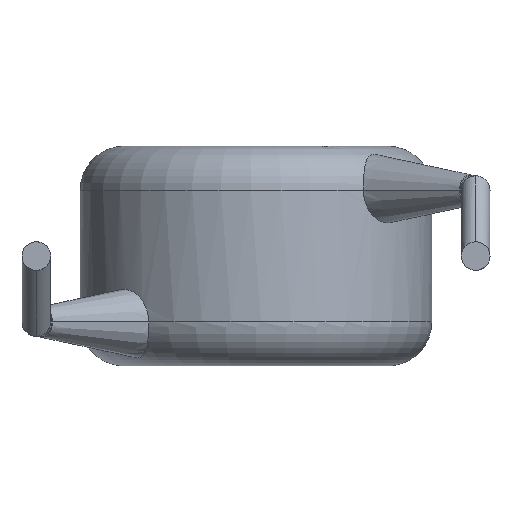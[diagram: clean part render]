
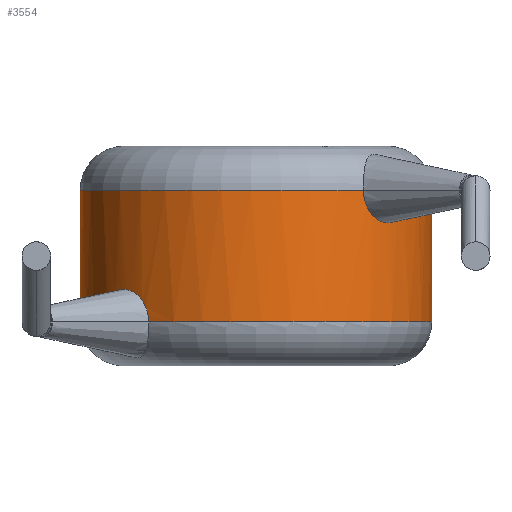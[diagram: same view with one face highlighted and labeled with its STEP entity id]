
A CAD part, front view. The second image highlights one B-rep face of the part: STEP entity #3554.
In plain terms, the highlighted cylindrical face has radius 4 mm (diameter 8 mm), a partial arc.
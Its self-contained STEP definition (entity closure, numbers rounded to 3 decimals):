
#2 = ORIENTED_EDGE ( 'NONE', *, *, #3148, .F. ) ;
#13 = VECTOR ( 'NONE', #243, 1000. ) ;
#15 = CARTESIAN_POINT ( 'NONE',  ( 2.564, -3.071, 3.54 ) ) ;
#55 = CARTESIAN_POINT ( 'NONE',  ( 3.402, -2.108, 3.609 ) ) ;
#69 = ORIENTED_EDGE ( 'NONE', *, *, #2019, .T. ) ;
#93 = VERTEX_POINT ( 'NONE', #3263 ) ;
#110 = CARTESIAN_POINT ( 'NONE',  ( 4., 0., 1. ) ) ;
#215 = VERTEX_POINT ( 'NONE', #3683 ) ;
#241 = CIRCLE ( 'NONE', #1125, 4. ) ;
#243 = DIRECTION ( 'NONE',  ( 0., 0., -1. ) ) ;
#255 = CARTESIAN_POINT ( 'NONE',  ( -4., 0., 1. ) ) ;
#356 = VERTEX_POINT ( 'NONE', #4182 ) ;
#357 = DIRECTION ( 'NONE',  ( 1., 0., 0. ) ) ;
#416 = CARTESIAN_POINT ( 'NONE',  ( -3.235, -2.354, 1.652 ) ) ;
#466 = VECTOR ( 'NONE', #3734, 1000. ) ;
#470 = EDGE_LOOP ( 'NONE', ( #2, #3411, #3464, #1936, #3272, #69, #1845, #3355 ) ) ;
#574 = VERTEX_POINT ( 'NONE', #110 ) ;
#665 = EDGE_CURVE ( 'NONE', #93, #1577, #3462, .T. ) ;
#683 = CARTESIAN_POINT ( 'NONE',  ( -2.867, -2.797, 1.745 ) ) ;
#688 = CARTESIAN_POINT ( 'NONE',  ( 3.283, -2.286, 3.402 ) ) ;
#796 = DIRECTION ( 'NONE',  ( 0., 0., -1. ) ) ;
#974 = EDGE_CURVE ( 'NONE', #356, #574, #3266, .T. ) ;
#1037 = CARTESIAN_POINT ( 'NONE',  ( -2.458, -3.156, 1.197 ) ) ;
#1050 = CARTESIAN_POINT ( 'NONE',  ( -3.283, -2.286, 1.598 ) ) ;
#1067 = CARTESIAN_POINT ( 'NONE',  ( -3.402, -2.108, 1.391 ) ) ;
#1102 = DIRECTION ( 'NONE',  ( 1., 0., 0. ) ) ;
#1104 = FACE_OUTER_BOUND ( 'NONE', #470, .T. ) ;
#1125 = AXIS2_PLACEMENT_3D ( 'NONE', #1215, #1541, #2142 ) ;
#1146 = CIRCLE ( 'NONE', #3673, 4. ) ;
#1215 = CARTESIAN_POINT ( 'NONE',  ( 0., 0., 4. ) ) ;
#1355 = LINE ( 'NONE', #3813, #13 ) ;
#1377 = CARTESIAN_POINT ( 'NONE',  ( 3.062, -2.576, 3.255 ) ) ;
#1397 = DIRECTION ( 'NONE',  ( 1., 0., 0. ) ) ;
#1405 = CARTESIAN_POINT ( 'NONE',  ( -3.444, -2.035, 1. ) ) ;
#1458 = CARTESIAN_POINT ( 'NONE',  ( 0., 0., 4. ) ) ;
#1505 = EDGE_CURVE ( 'NONE', #356, #2739, #1567, .T. ) ;
#1541 = DIRECTION ( 'NONE',  ( 0., 0., -1. ) ) ;
#1567 = B_SPLINE_CURVE_WITH_KNOTS ( 'NONE', 3,
 ( #3629, #2660, #1037, #2674, #3671, #3642, #683, #2632, #3007, #416, #1050, #1067, #3349, #1405 ),
 .UNSPECIFIED., .F., .F.,
 ( 4, 2, 2, 2, 2, 2, 4 ),
 ( 0., 0., 0.001, 0.001, 0.001, 0.002, 0.002 ),
 .UNSPECIFIED. ) ;
#1577 = VERTEX_POINT ( 'NONE', #255 ) ;
#1708 = CARTESIAN_POINT ( 'NONE',  ( 2.442, -3.168, 3.901 ) ) ;
#1737 = EDGE_CURVE ( 'NONE', #215, #93, #241, .T. ) ;
#1782 = DIRECTION ( 'NONE',  ( 0., 0., -1. ) ) ;
#1845 = ORIENTED_EDGE ( 'NONE', *, *, #1505, .F. ) ;
#1921 = CYLINDRICAL_SURFACE ( 'NONE', #3401, 4. ) ;
#1936 = ORIENTED_EDGE ( 'NONE', *, *, #1737, .T. ) ;
#1993 = CARTESIAN_POINT ( 'NONE',  ( 2.867, -2.797, 3.255 ) ) ;
#2007 = CARTESIAN_POINT ( 'NONE',  ( 2.442, -3.168, 4. ) ) ;
#2019 = EDGE_CURVE ( 'NONE', #1577, #2739, #2436, .T. ) ;
#2024 = CARTESIAN_POINT ( 'NONE',  ( 3.235, -2.354, 3.348 ) ) ;
#2029 = DIRECTION ( 'NONE',  ( 0., 0., 1. ) ) ;
#2112 = VERTEX_POINT ( 'NONE', #2293 ) ;
#2142 = DIRECTION ( 'NONE',  ( 1., 0., 0. ) ) ;
#2293 = CARTESIAN_POINT ( 'NONE',  ( 4., 0., 4. ) ) ;
#2308 = CARTESIAN_POINT ( 'NONE',  ( 3.124, -2.5, 3.274 ) ) ;
#2322 = CARTESIAN_POINT ( 'NONE',  ( 2.458, -3.156, 3.803 ) ) ;
#2353 = CARTESIAN_POINT ( 'NONE',  ( 0., 0., 1. ) ) ;
#2365 = CARTESIAN_POINT ( 'NONE',  ( 2.724, -2.932, 3.335 ) ) ;
#2436 = CIRCLE ( 'NONE', #4247, 4. ) ;
#2564 = DIRECTION ( 'NONE',  ( -1., 0., 0. ) ) ;
#2632 = CARTESIAN_POINT ( 'NONE',  ( -3.062, -2.576, 1.745 ) ) ;
#2660 = CARTESIAN_POINT ( 'NONE',  ( -2.442, -3.168, 1.099 ) ) ;
#2674 = CARTESIAN_POINT ( 'NONE',  ( -2.52, -3.107, 1.378 ) ) ;
#2678 = CARTESIAN_POINT ( 'NONE',  ( 3.444, -2.035, 4. ) ) ;
#2739 = VERTEX_POINT ( 'NONE', #3279 ) ;
#2794 = VERTEX_POINT ( 'NONE', #4242 ) ;
#2997 = CARTESIAN_POINT ( 'NONE',  ( 3.444, -2.035, 3.801 ) ) ;
#3007 = CARTESIAN_POINT ( 'NONE',  ( -3.124, -2.5, 1.726 ) ) ;
#3148 = EDGE_CURVE ( 'NONE', #2112, #574, #1355, .T. ) ;
#3263 = CARTESIAN_POINT ( 'NONE',  ( -4., 0., 4. ) ) ;
#3266 = CIRCLE ( 'NONE', #3815, 4. ) ;
#3272 = ORIENTED_EDGE ( 'NONE', *, *, #665, .T. ) ;
#3279 = CARTESIAN_POINT ( 'NONE',  ( -3.444, -2.035, 1. ) ) ;
#3349 = CARTESIAN_POINT ( 'NONE',  ( -3.444, -2.035, 1.199 ) ) ;
#3355 = ORIENTED_EDGE ( 'NONE', *, *, #974, .T. ) ;
#3401 = AXIS2_PLACEMENT_3D ( 'NONE', #3705, #1782, #2564 ) ;
#3411 = ORIENTED_EDGE ( 'NONE', *, *, #3967, .T. ) ;
#3462 = LINE ( 'NONE', #3666, #466 ) ;
#3464 = ORIENTED_EDGE ( 'NONE', *, *, #3894, .F. ) ;
#3554 = ADVANCED_FACE ( 'NONE', ( #1104 ), #1921, .T. ) ;
#3629 = CARTESIAN_POINT ( 'NONE',  ( -2.442, -3.168, 1. ) ) ;
#3635 = DIRECTION ( 'NONE',  ( 0., 0., 1. ) ) ;
#3642 = CARTESIAN_POINT ( 'NONE',  ( -2.724, -2.932, 1.665 ) ) ;
#3652 = CARTESIAN_POINT ( 'NONE',  ( 0., 0., 1. ) ) ;
#3666 = CARTESIAN_POINT ( 'NONE',  ( -4., 0., 5. ) ) ;
#3671 = CARTESIAN_POINT ( 'NONE',  ( -2.564, -3.071, 1.46 ) ) ;
#3673 = AXIS2_PLACEMENT_3D ( 'NONE', #1458, #796, #1102 ) ;
#3683 = CARTESIAN_POINT ( 'NONE',  ( 2.442, -3.168, 4. ) ) ;
#3705 = CARTESIAN_POINT ( 'NONE',  ( 0., 0., 5. ) ) ;
#3734 = DIRECTION ( 'NONE',  ( 0., 0., -1. ) ) ;
#3813 = CARTESIAN_POINT ( 'NONE',  ( 4., 0., 5. ) ) ;
#3815 = AXIS2_PLACEMENT_3D ( 'NONE', #2353, #3635, #1397 ) ;
#3894 = EDGE_CURVE ( 'NONE', #215, #2794, #3923, .T. ) ;
#3923 = B_SPLINE_CURVE_WITH_KNOTS ( 'NONE', 3,
 ( #2007, #1708, #2322, #3958, #15, #2365, #1993, #1377, #2308, #2024, #688, #55, #2997, #2678 ),
 .UNSPECIFIED., .F., .F.,
 ( 4, 2, 2, 2, 2, 2, 4 ),
 ( 0., 0., 0.001, 0.001, 0.001, 0.002, 0.002 ),
 .UNSPECIFIED. ) ;
#3958 = CARTESIAN_POINT ( 'NONE',  ( 2.52, -3.107, 3.622 ) ) ;
#3967 = EDGE_CURVE ( 'NONE', #2112, #2794, #1146, .T. ) ;
#4182 = CARTESIAN_POINT ( 'NONE',  ( -2.442, -3.168, 1. ) ) ;
#4242 = CARTESIAN_POINT ( 'NONE',  ( 3.444, -2.035, 4. ) ) ;
#4247 = AXIS2_PLACEMENT_3D ( 'NONE', #3652, #2029, #357 ) ;
